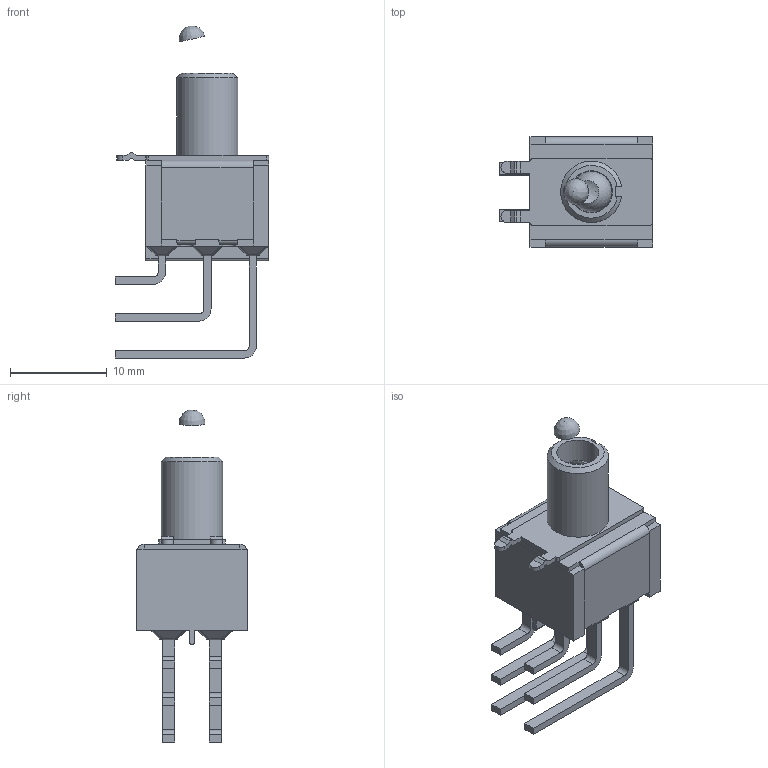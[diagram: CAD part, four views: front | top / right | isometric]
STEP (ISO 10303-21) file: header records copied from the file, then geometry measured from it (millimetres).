
FILE_DESCRIPTION(/* description */ (''),/* implementation_level */ '2;1');
FILE_NAME(/* name */ '100DPxT2B1M71xE.stp',/* time_stamp */ '2026-01-16T14:13:37-06:00',/* author */ ('jmeyers'),/* organization */ (''),/* preprocessor_version */ 'ST-DEVELOPER v18.1',/* originating_system */ 'Autodesk Inventor 2022',/* authorisation */ '');
FILE_SCHEMA (('AUTOMOTIVE_DESIGN { 1 0 10303 214 3 1 1 }'));
Length unit declared in the file: inch
Products named in the file (1): Part113
Bounding box: 15.88 x 11.43 x 34.33 mm (x, y, z)
Volume: 1023.4 mm3; surface area: 2223.6 mm2
Topology: 2 solids, 3 shells, 386 faces, 992 edges, 609 vertices
Faces by surface type: plane 275, cylinder 83, sphere 25, cone 2, bspline 1
Full cylindrical faces by diameter (mm): 4.35 x1
Entity records: 11390 total; most frequent: CARTESIAN_POINT 2011, ORIENTED_EDGE 1934, DIRECTION 1914, EDGE_CURVE 967, LINE 788, VECTOR 788, VERTEX_POINT 609, AXIS2_PLACEMENT_3D 563
